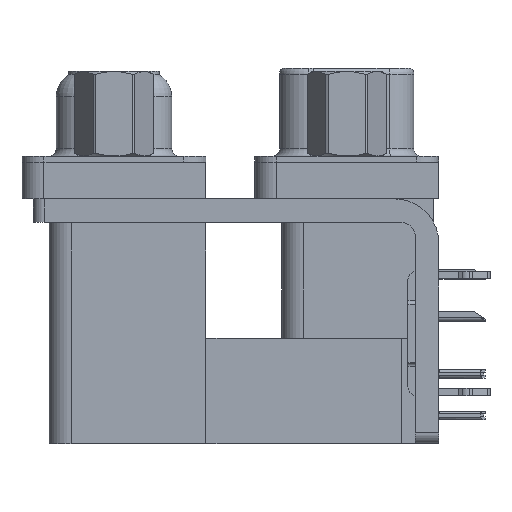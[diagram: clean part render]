
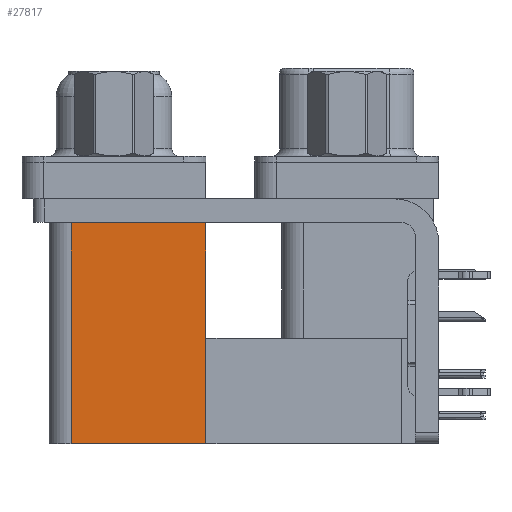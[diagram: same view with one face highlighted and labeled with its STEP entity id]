
A CAD part, left-side view. The second image highlights one B-rep face of the part: STEP entity #27817.
In plain terms, the highlighted planar face has unit normal (-1, 0, 0).
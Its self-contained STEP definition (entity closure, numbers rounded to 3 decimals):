
#2585 = CARTESIAN_POINT ( 'NONE',  ( 3.765, 9.6, -2.5 ) ) ;
#2820 = ORIENTED_EDGE ( 'NONE', *, *, #22482, .T. ) ;
#2862 = CARTESIAN_POINT ( 'NONE',  ( 3.765, 9.6, -19.2 ) ) ;
#3251 = VERTEX_POINT ( 'NONE', #10516 ) ;
#4749 = LINE ( 'NONE', #40167, #35173 ) ;
#7308 = DIRECTION ( 'NONE',  ( 1., 0., 0. ) ) ;
#9331 = ORIENTED_EDGE ( 'NONE', *, *, #28854, .T. ) ;
#10516 = CARTESIAN_POINT ( 'NONE',  ( 3.765, 9.6, -19.2 ) ) ;
#10686 = DIRECTION ( 'NONE',  ( 0., 1., 0. ) ) ;
#12098 = DIRECTION ( 'NONE',  ( 0., 0., 1. ) ) ;
#12354 = EDGE_CURVE ( 'NONE', #50251, #18432, #4749, .T. ) ;
#12491 = VECTOR ( 'NONE', #12098, 1000. ) ;
#14841 = CARTESIAN_POINT ( 'NONE',  ( 3.765, 9.6, -2.5 ) ) ;
#15619 = ORIENTED_EDGE ( 'NONE', *, *, #46049, .F. ) ;
#16156 = AXIS2_PLACEMENT_3D ( 'NONE', #42982, #7308, #23148 ) ;
#18432 = VERTEX_POINT ( 'NONE', #51025 ) ;
#21844 = LINE ( 'NONE', #2862, #47375 ) ;
#22482 = EDGE_CURVE ( 'NONE', #3251, #37461, #50921, .T. ) ;
#23148 = DIRECTION ( 'NONE',  ( 0., 0., -1. ) ) ;
#27456 = CARTESIAN_POINT ( 'NONE',  ( 3.765, 9.6, -19.2 ) ) ;
#27817 = ADVANCED_FACE ( 'NONE', ( #46888 ), #39593, .F. ) ;
#28337 = CARTESIAN_POINT ( 'NONE',  ( 3.765, 18.8, -19.2 ) ) ;
#28854 = EDGE_CURVE ( 'NONE', #37461, #18432, #33875, .T. ) ;
#31830 = DIRECTION ( 'NONE',  ( 0., 0., 1. ) ) ;
#33875 = LINE ( 'NONE', #14841, #45268 ) ;
#35173 = VECTOR ( 'NONE', #31830, 1000. ) ;
#35840 = ORIENTED_EDGE ( 'NONE', *, *, #12354, .F. ) ;
#37199 = EDGE_LOOP ( 'NONE', ( #9331, #35840, #15619, #2820 ) ) ;
#37461 = VERTEX_POINT ( 'NONE', #2585 ) ;
#39593 = PLANE ( 'NONE',  #16156 ) ;
#40167 = CARTESIAN_POINT ( 'NONE',  ( 3.765, 18.8, -19.2 ) ) ;
#42982 = CARTESIAN_POINT ( 'NONE',  ( 3.765, 9.6, -19.2 ) ) ;
#45268 = VECTOR ( 'NONE', #10686, 1000. ) ;
#46049 = EDGE_CURVE ( 'NONE', #3251, #50251, #21844, .T. ) ;
#46888 = FACE_OUTER_BOUND ( 'NONE', #37199, .T. ) ;
#47375 = VECTOR ( 'NONE', #51283, 1000. ) ;
#50251 = VERTEX_POINT ( 'NONE', #28337 ) ;
#50921 = LINE ( 'NONE', #27456, #12491 ) ;
#51025 = CARTESIAN_POINT ( 'NONE',  ( 3.765, 18.8, -2.5 ) ) ;
#51283 = DIRECTION ( 'NONE',  ( 0., 1., 0. ) ) ;
